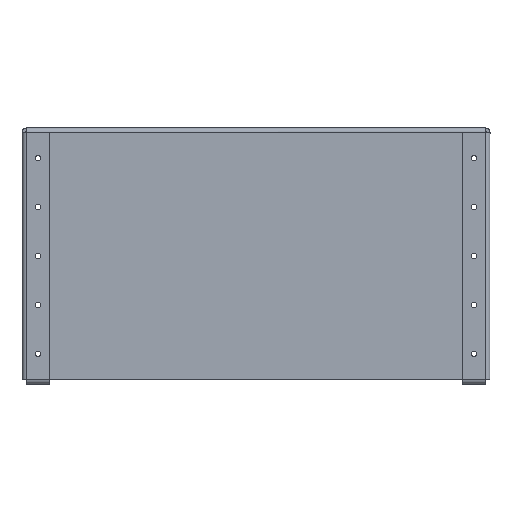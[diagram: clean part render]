
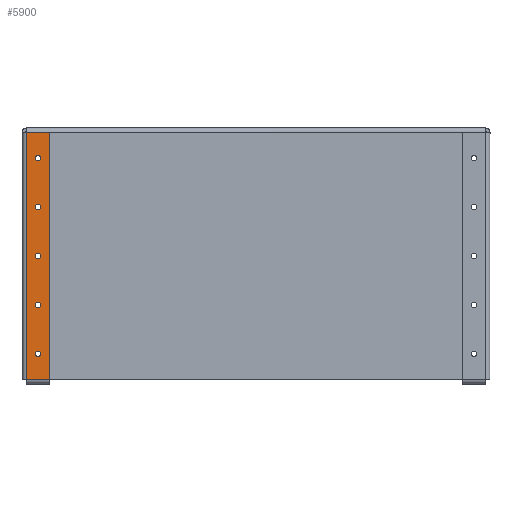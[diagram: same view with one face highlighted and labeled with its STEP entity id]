
A CAD part, front view. The second image highlights one B-rep face of the part: STEP entity #5900.
In plain terms, the highlighted planar face has unit normal (0, -1, 0).
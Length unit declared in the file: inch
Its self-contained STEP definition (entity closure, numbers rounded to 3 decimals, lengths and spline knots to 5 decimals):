
#67 = VERTEX_POINT ( 'NONE', #5760 ) ;
#140 = CARTESIAN_POINT ( 'NONE',  ( -7.79702, -6.42815, -6.327 ) ) ;
#161 = ORIENTED_EDGE ( 'NONE', *, *, #6981, .F. ) ;
#186 = VERTEX_POINT ( 'NONE', #4711 ) ;
#240 = DIRECTION ( 'NONE',  ( 0., 0., 1. ) ) ;
#296 = DIRECTION ( 'NONE',  ( 0., -1., 0. ) ) ;
#310 = EDGE_CURVE ( 'NONE', #5370, #4585, #7464, .T. ) ;
#343 = VERTEX_POINT ( 'NONE', #641 ) ;
#344 = AXIS2_PLACEMENT_3D ( 'NONE', #7398, #8710, #2512 ) ;
#405 = AXIS2_PLACEMENT_3D ( 'NONE', #8732, #7366, #5433 ) ;
#450 = FACE_OUTER_BOUND ( 'NONE', #1732, .T. ) ;
#488 = DIRECTION ( 'NONE',  ( 0., 0., 1. ) ) ;
#532 = AXIS2_PLACEMENT_3D ( 'NONE', #8231, #4203, #8371 ) ;
#585 = DIRECTION ( 'NONE',  ( -1., 0., 0. ) ) ;
#641 = CARTESIAN_POINT ( 'NONE',  ( -7.38189, -6.42815, -9. ) ) ;
#769 = CARTESIAN_POINT ( 'NONE',  ( -8.21214, -6.42815, -0.154 ) ) ;
#828 = CARTESIAN_POINT ( 'NONE',  ( -7.79702, -6.42815, -1.1745 ) ) ;
#942 = VERTEX_POINT ( 'NONE', #5826 ) ;
#1135 = FACE_BOUND ( 'NONE', #2878, .T. ) ;
#1150 = ORIENTED_EDGE ( 'NONE', *, *, #7755, .F. ) ;
#1210 = CIRCLE ( 'NONE', #7555, 0.0975 ) ;
#1300 = ORIENTED_EDGE ( 'NONE', *, *, #4293, .F. ) ;
#1356 = CIRCLE ( 'NONE', #6412, 0.0975 ) ;
#1607 = EDGE_LOOP ( 'NONE', ( #6501, #3684 ) ) ;
#1612 = VECTOR ( 'NONE', #2804, 39.37008 ) ;
#1652 = VECTOR ( 'NONE', #2208, 39.37008 ) ;
#1703 = VERTEX_POINT ( 'NONE', #4565 ) ;
#1732 = EDGE_LOOP ( 'NONE', ( #6178, #7245, #4032, #8519 ) ) ;
#1980 = CARTESIAN_POINT ( 'NONE',  ( -8.24114, -6.42815, -0.154 ) ) ;
#2129 = VERTEX_POINT ( 'NONE', #5455 ) ;
#2168 = LINE ( 'NONE', #769, #1612 ) ;
#2208 = DIRECTION ( 'NONE',  ( 0., 0., -1. ) ) ;
#2375 = DIRECTION ( 'NONE',  ( 0., 0., 1. ) ) ;
#2386 = DIRECTION ( 'NONE',  ( 0., 0., 1. ) ) ;
#2512 = DIRECTION ( 'NONE',  ( 0., 0., 1. ) ) ;
#2535 = CARTESIAN_POINT ( 'NONE',  ( 0., -6.42815, 0. ) ) ;
#2648 = EDGE_CURVE ( 'NONE', #5937, #5749, #7914, .T. ) ;
#2804 = DIRECTION ( 'NONE',  ( 0., 0., 1. ) ) ;
#2839 = LINE ( 'NONE', #1980, #3520 ) ;
#2852 = EDGE_CURVE ( 'NONE', #5749, #5937, #7343, .T. ) ;
#2858 = DIRECTION ( 'NONE',  ( 0., -1., 0. ) ) ;
#2878 = EDGE_LOOP ( 'NONE', ( #161, #6481 ) ) ;
#2974 = EDGE_LOOP ( 'NONE', ( #7799, #5000 ) ) ;
#3113 = DIRECTION ( 'NONE',  ( 0., -1., 0. ) ) ;
#3206 = DIRECTION ( 'NONE',  ( 0., 1., 0. ) ) ;
#3287 = CARTESIAN_POINT ( 'NONE',  ( -7.79702, -6.42815, -2.827 ) ) ;
#3340 = FACE_BOUND ( 'NONE', #1607, .T. ) ;
#3503 = AXIS2_PLACEMENT_3D ( 'NONE', #140, #2858, #6881 ) ;
#3520 = VECTOR ( 'NONE', #7635, 39.37008 ) ;
#3616 = CIRCLE ( 'NONE', #7811, 0.0975 ) ;
#3665 = DIRECTION ( 'NONE',  ( 0., 0., 1. ) ) ;
#3684 = ORIENTED_EDGE ( 'NONE', *, *, #6624, .F. ) ;
#3731 = EDGE_LOOP ( 'NONE', ( #4859, #8067 ) ) ;
#3839 = CARTESIAN_POINT ( 'NONE',  ( -7.79702, -6.42815, -4.577 ) ) ;
#3880 = FACE_BOUND ( 'NONE', #6939, .T. ) ;
#4010 = AXIS2_PLACEMENT_3D ( 'NONE', #3839, #5204, #4472 ) ;
#4032 = ORIENTED_EDGE ( 'NONE', *, *, #6505, .F. ) ;
#4084 = AXIS2_PLACEMENT_3D ( 'NONE', #5799, #8601, #3665 ) ;
#4197 = LINE ( 'NONE', #6153, #7217 ) ;
#4203 = DIRECTION ( 'NONE',  ( 0., -1., 0. ) ) ;
#4293 = EDGE_CURVE ( 'NONE', #2129, #7204, #3616, .T. ) ;
#4302 = VERTEX_POINT ( 'NONE', #7294 ) ;
#4472 = DIRECTION ( 'NONE',  ( 0., 0., 1. ) ) ;
#4526 = CIRCLE ( 'NONE', #5694, 0.0975 ) ;
#4538 = DIRECTION ( 'NONE',  ( 0., -1., 0. ) ) ;
#4565 = CARTESIAN_POINT ( 'NONE',  ( -7.79702, -6.42815, -6.2295 ) ) ;
#4585 = VERTEX_POINT ( 'NONE', #828 ) ;
#4711 = CARTESIAN_POINT ( 'NONE',  ( -8.21214, -6.42815, -0.154 ) ) ;
#4859 = ORIENTED_EDGE ( 'NONE', *, *, #2648, .F. ) ;
#5000 = ORIENTED_EDGE ( 'NONE', *, *, #310, .F. ) ;
#5076 = CARTESIAN_POINT ( 'NONE',  ( -7.79702, -6.42815, -6.4245 ) ) ;
#5122 = CARTESIAN_POINT ( 'NONE',  ( -7.79702, -6.42815, -4.4795 ) ) ;
#5204 = DIRECTION ( 'NONE',  ( 0., -1., 0. ) ) ;
#5370 = VERTEX_POINT ( 'NONE', #7761 ) ;
#5433 = DIRECTION ( 'NONE',  ( 0., 0., 1. ) ) ;
#5455 = CARTESIAN_POINT ( 'NONE',  ( -7.79702, -6.42815, -8.1745 ) ) ;
#5489 = CARTESIAN_POINT ( 'NONE',  ( -7.79702, -6.42815, -7.9795 ) ) ;
#5615 = CARTESIAN_POINT ( 'NONE',  ( -7.79702, -6.42815, -4.6745 ) ) ;
#5619 = VERTEX_POINT ( 'NONE', #7698 ) ;
#5630 = EDGE_CURVE ( 'NONE', #1703, #5677, #7838, .T. ) ;
#5647 = LINE ( 'NONE', #8404, #1652 ) ;
#5677 = VERTEX_POINT ( 'NONE', #5076 ) ;
#5694 = AXIS2_PLACEMENT_3D ( 'NONE', #3287, #3113, #488 ) ;
#5736 = EDGE_CURVE ( 'NONE', #4585, #5370, #7984, .T. ) ;
#5749 = VERTEX_POINT ( 'NONE', #5122 ) ;
#5760 = CARTESIAN_POINT ( 'NONE',  ( -7.38189, -6.42815, -0.154 ) ) ;
#5799 = CARTESIAN_POINT ( 'NONE',  ( -7.79702, -6.42815, -1.077 ) ) ;
#5826 = CARTESIAN_POINT ( 'NONE',  ( -7.79702, -6.42815, -2.7295 ) ) ;
#5900 = ADVANCED_FACE ( 'NONE', ( #6781, #3340, #5925, #1135, #3880, #450 ), #6111, .F. ) ;
#5925 = FACE_BOUND ( 'NONE', #3731, .T. ) ;
#5937 = VERTEX_POINT ( 'NONE', #5615 ) ;
#5974 = DIRECTION ( 'NONE',  ( 0., 0., 1. ) ) ;
#6111 = PLANE ( 'NONE',  #7127 ) ;
#6132 = CIRCLE ( 'NONE', #344, 0.0975 ) ;
#6153 = CARTESIAN_POINT ( 'NONE',  ( -7.38189, -6.42815, -9. ) ) ;
#6178 = ORIENTED_EDGE ( 'NONE', *, *, #8632, .F. ) ;
#6239 = EDGE_CURVE ( 'NONE', #4302, #942, #4526, .T. ) ;
#6343 = EDGE_CURVE ( 'NONE', #186, #67, #2839, .T. ) ;
#6412 = AXIS2_PLACEMENT_3D ( 'NONE', #7205, #4538, #2375 ) ;
#6481 = ORIENTED_EDGE ( 'NONE', *, *, #5630, .F. ) ;
#6501 = ORIENTED_EDGE ( 'NONE', *, *, #6239, .F. ) ;
#6502 = CARTESIAN_POINT ( 'NONE',  ( -7.79702, -6.42815, -8.077 ) ) ;
#6505 = EDGE_CURVE ( 'NONE', #67, #343, #5647, .T. ) ;
#6624 = EDGE_CURVE ( 'NONE', #942, #4302, #6132, .T. ) ;
#6781 = FACE_BOUND ( 'NONE', #2974, .T. ) ;
#6881 = DIRECTION ( 'NONE',  ( 0., 0., 1. ) ) ;
#6939 = EDGE_LOOP ( 'NONE', ( #1300, #1150 ) ) ;
#6981 = EDGE_CURVE ( 'NONE', #5677, #1703, #1356, .T. ) ;
#7127 = AXIS2_PLACEMENT_3D ( 'NONE', #2535, #3206, #5974 ) ;
#7204 = VERTEX_POINT ( 'NONE', #5489 ) ;
#7205 = CARTESIAN_POINT ( 'NONE',  ( -7.79702, -6.42815, -6.327 ) ) ;
#7217 = VECTOR ( 'NONE', #585, 39.37008 ) ;
#7245 = ORIENTED_EDGE ( 'NONE', *, *, #8588, .F. ) ;
#7294 = CARTESIAN_POINT ( 'NONE',  ( -7.79702, -6.42815, -2.9245 ) ) ;
#7343 = CIRCLE ( 'NONE', #405, 0.0975 ) ;
#7366 = DIRECTION ( 'NONE',  ( 0., -1., 0. ) ) ;
#7398 = CARTESIAN_POINT ( 'NONE',  ( -7.79702, -6.42815, -2.827 ) ) ;
#7464 = CIRCLE ( 'NONE', #532, 0.0975 ) ;
#7555 = AXIS2_PLACEMENT_3D ( 'NONE', #6502, #296, #2386 ) ;
#7635 = DIRECTION ( 'NONE',  ( 1., 0., 0. ) ) ;
#7698 = CARTESIAN_POINT ( 'NONE',  ( -8.21214, -6.42815, -9. ) ) ;
#7755 = EDGE_CURVE ( 'NONE', #7204, #2129, #1210, .T. ) ;
#7761 = CARTESIAN_POINT ( 'NONE',  ( -7.79702, -6.42815, -0.9795 ) ) ;
#7792 = DIRECTION ( 'NONE',  ( 0., -1., 0. ) ) ;
#7799 = ORIENTED_EDGE ( 'NONE', *, *, #5736, .F. ) ;
#7811 = AXIS2_PLACEMENT_3D ( 'NONE', #8524, #7792, #240 ) ;
#7838 = CIRCLE ( 'NONE', #3503, 0.0975 ) ;
#7914 = CIRCLE ( 'NONE', #4010, 0.0975 ) ;
#7984 = CIRCLE ( 'NONE', #4084, 0.0975 ) ;
#8067 = ORIENTED_EDGE ( 'NONE', *, *, #2852, .F. ) ;
#8231 = CARTESIAN_POINT ( 'NONE',  ( -7.79702, -6.42815, -1.077 ) ) ;
#8371 = DIRECTION ( 'NONE',  ( 0., 0., 1. ) ) ;
#8404 = CARTESIAN_POINT ( 'NONE',  ( -7.38189, -6.42815, -0.154 ) ) ;
#8519 = ORIENTED_EDGE ( 'NONE', *, *, #6343, .F. ) ;
#8524 = CARTESIAN_POINT ( 'NONE',  ( -7.79702, -6.42815, -8.077 ) ) ;
#8588 = EDGE_CURVE ( 'NONE', #343, #5619, #4197, .T. ) ;
#8601 = DIRECTION ( 'NONE',  ( 0., -1., 0. ) ) ;
#8632 = EDGE_CURVE ( 'NONE', #5619, #186, #2168, .T. ) ;
#8710 = DIRECTION ( 'NONE',  ( 0., -1., 0. ) ) ;
#8732 = CARTESIAN_POINT ( 'NONE',  ( -7.79702, -6.42815, -4.577 ) ) ;
